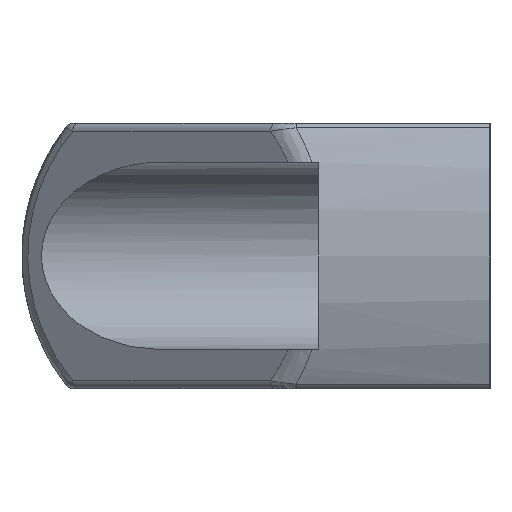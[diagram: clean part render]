
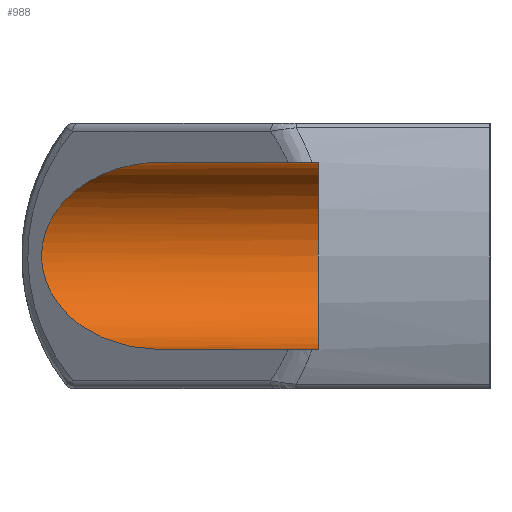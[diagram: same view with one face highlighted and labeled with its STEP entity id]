
A CAD part, left-side view. The second image highlights one B-rep face of the part: STEP entity #988.
In plain terms, the highlighted cylindrical face has radius 6 mm (diameter 12 mm), a partial arc.
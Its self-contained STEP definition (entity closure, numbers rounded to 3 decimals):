
#20=ELLIPSE('',#1068,9.683,6.);
#119=LINE('',#2034,#177);
#120=LINE('',#2036,#178);
#177=VECTOR('',#1369,10.133);
#178=VECTOR('',#1372,10.133);
#222=CYLINDRICAL_SURFACE('',#1102,6.);
#288=FACE_OUTER_BOUND('',#354,.T.);
#354=EDGE_LOOP('',(#923,#924,#925,#926));
#355=CIRCLE('',#992,6.);
#407=VERTEX_POINT('',#1389);
#408=VERTEX_POINT('',#1390);
#472=VERTEX_POINT('',#1716);
#473=VERTEX_POINT('',#1718);
#495=EDGE_CURVE('',#407,#408,#355,.T.);
#591=EDGE_CURVE('',#472,#473,#20,.T.);
#633=EDGE_CURVE('',#473,#408,#119,.T.);
#634=EDGE_CURVE('',#472,#407,#120,.T.);
#923=ORIENTED_EDGE('',*,*,#591,.F.);
#924=ORIENTED_EDGE('',*,*,#634,.T.);
#925=ORIENTED_EDGE('',*,*,#495,.T.);
#926=ORIENTED_EDGE('',*,*,#633,.F.);
#988=ADVANCED_FACE('',(#288),#222,.F.);
#992=AXIS2_PLACEMENT_3D('',#1391,#1107,#1108);
#1068=AXIS2_PLACEMENT_3D('',#1719,#1298,#1299);
#1102=AXIS2_PLACEMENT_3D('',#2045,#1385,#1386);
#1107=DIRECTION('center_axis',(0.,-1.,0.));
#1108=DIRECTION('ref_axis',(0.,0.,-1.));
#1298=DIRECTION('center_axis',(0.785,-0.62,0.));
#1299=DIRECTION('ref_axis',(0.62,0.785,0.));
#1369=DIRECTION('',(0.,-1.,0.));
#1372=DIRECTION('',(0.,-1.,0.));
#1385=DIRECTION('center_axis',(0.,-1.,0.));
#1386=DIRECTION('ref_axis',(0.,0.,-1.));
#1389=CARTESIAN_POINT('',(8.,11.,-6.));
#1390=CARTESIAN_POINT('',(8.,11.,6.));
#1391=CARTESIAN_POINT('Origin',(8.,11.,0.));
#1716=CARTESIAN_POINT('',(8.,21.133,-6.));
#1718=CARTESIAN_POINT('',(8.,21.133,6.));
#1719=CARTESIAN_POINT('Origin',(8.,21.133,0.));
#2034=CARTESIAN_POINT('',(8.,31.,6.));
#2036=CARTESIAN_POINT('',(8.,31.,-6.));
#2045=CARTESIAN_POINT('Origin',(8.,31.,0.));
